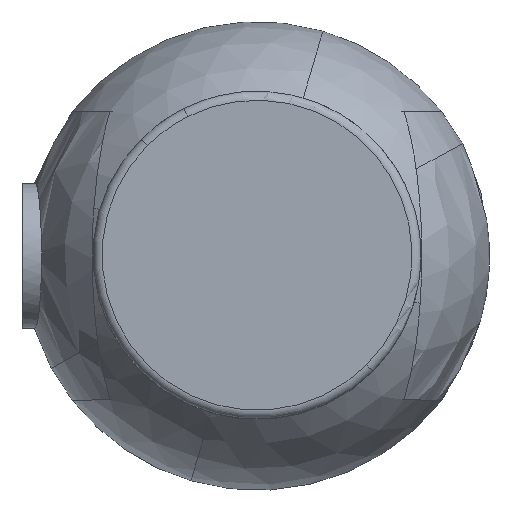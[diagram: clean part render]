
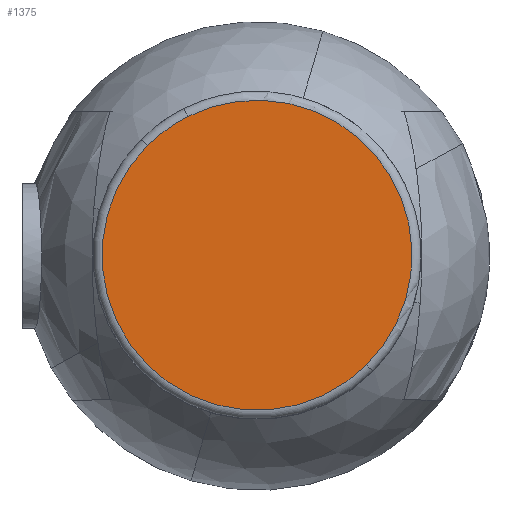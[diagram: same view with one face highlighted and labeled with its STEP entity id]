
A CAD part, top view. The second image highlights one B-rep face of the part: STEP entity #1375.
In plain terms, the highlighted planar face has unit normal (0, 0, 1).
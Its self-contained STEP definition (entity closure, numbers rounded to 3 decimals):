
#1293=AXIS2_PLACEMENT_3D('Circle Axis2P3D',#1291,#1292,$) ;
#1317=AXIS2_PLACEMENT_3D('Circle Axis2P3D',#1315,#1316,$) ;
#1348=AXIS2_PLACEMENT_3D('Circle Axis2P3D',#1346,#1347,$) ;
#1368=AXIS2_PLACEMENT_3D('Plane Axis2P3D',#1365,#1366,#1367) ;
#1281=CARTESIAN_POINT('Vertex',(-9.593,19.241,57.75)) ;
#1288=CARTESIAN_POINT('Vertex',(-15.203,15.203,57.75)) ;
#1291=CARTESIAN_POINT('Axis2P3D Location',(0.,0.,57.75)) ;
#1315=CARTESIAN_POINT('Axis2P3D Location',(0.,0.,57.75)) ;
#1319=CARTESIAN_POINT('Vertex',(15.203,-15.203,57.75)) ;
#1346=CARTESIAN_POINT('Axis2P3D Location',(0.,0.,57.75)) ;
#1365=CARTESIAN_POINT('Axis2P3D Location',(0.,0.,57.75)) ;
#1292=DIRECTION('Axis2P3D Direction',(-0.,0.,1.)) ;
#1316=DIRECTION('Axis2P3D Direction',(-0.,0.,1.)) ;
#1347=DIRECTION('Axis2P3D Direction',(0.,0.,1.)) ;
#1366=DIRECTION('Axis2P3D Direction',(0.,0.,1.)) ;
#1367=DIRECTION('Axis2P3D XDirection',(-0.707,0.707,0.)) ;
#1371=ORIENTED_EDGE('',*,*,#1321,.T.) ;
#1372=ORIENTED_EDGE('',*,*,#1295,.T.) ;
#1373=ORIENTED_EDGE('',*,*,#1350,.T.) ;
#1375=ADVANCED_FACE('\X2\51E04F554F53\X0\.1.1',(#1374),#1369,.T.) ;
#1294=CIRCLE('generated circle',#1293,21.5) ;
#1318=CIRCLE('generated circle',#1317,21.5) ;
#1349=CIRCLE('generated circle',#1348,21.5) ;
#1295=EDGE_CURVE('',#1282,#1289,#1294,.T.) ;
#1321=EDGE_CURVE('',#1320,#1282,#1318,.T.) ;
#1350=EDGE_CURVE('',#1289,#1320,#1349,.T.) ;
#1370=EDGE_LOOP('',(#1371,#1372,#1373)) ;
#1374=FACE_OUTER_BOUND('',#1370,.T.) ;
#1369=PLANE('',#1368) ;
#1282=VERTEX_POINT('',#1281) ;
#1289=VERTEX_POINT('',#1288) ;
#1320=VERTEX_POINT('',#1319) ;
